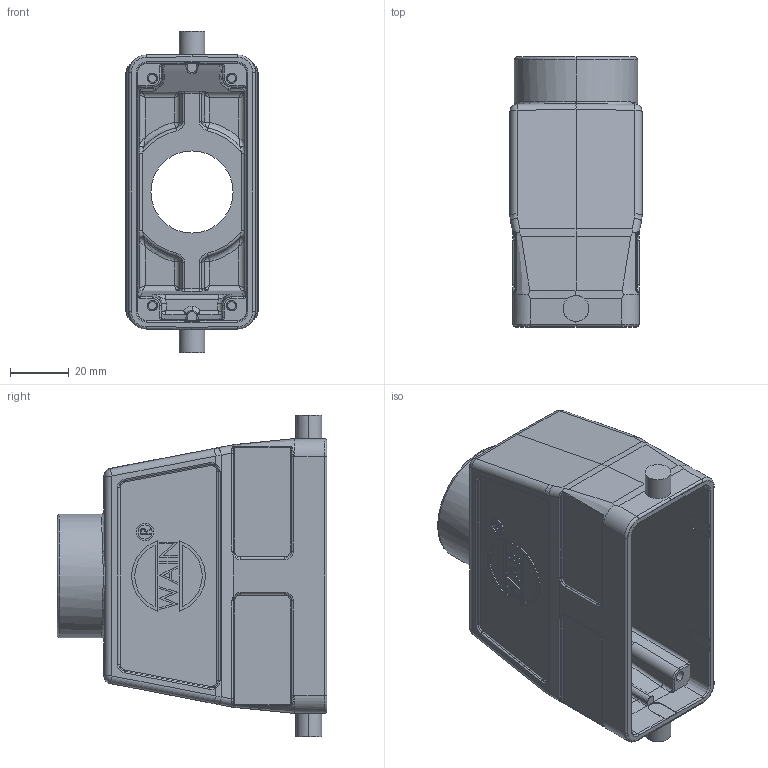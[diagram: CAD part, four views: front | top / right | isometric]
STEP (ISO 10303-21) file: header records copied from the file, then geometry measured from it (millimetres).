
FILE_DESCRIPTION((''),'2;1');
FILE_NAME('H16B-BEH-4B--_','2019-02-23T',('sh.ye'),(''),'PRO/ENGINEER BY PARAMETRIC TECHNOLOGY CORPORATION, 2015240','PRO/ENGINEER BY PARAMETRIC TECHNOLOGY CORPORATION, 2015240','');
FILE_SCHEMA(('AUTOMOTIVE_DESIGN { 1 0 10303 214 1 1 1 1 }'));
Length unit declared in the file: millimetre
Products named in the file (1): H16B-BEH-4B--_
Bounding box: 45 x 92 x 109.5 mm (x, y, z)
Volume: 87724.4 mm3; surface area: 46576.6 mm2
Topology: 1 solids, 1 shells, 713 faces, 1744 edges, 1041 vertices
Faces by surface type: plane 255, cylinder 207, bspline 142, torus 59, cone 32, extrusion 10, sphere 8
Entity records: 29357 total; most frequent: CARTESIAN_POINT 13806, ORIENTED_EDGE 3432, DIRECTION 2867, EDGE_CURVE 1716, VERTEX_POINT 1041, AXIS2_PLACEMENT_3D 1017, VECTOR 833, LINE 823
